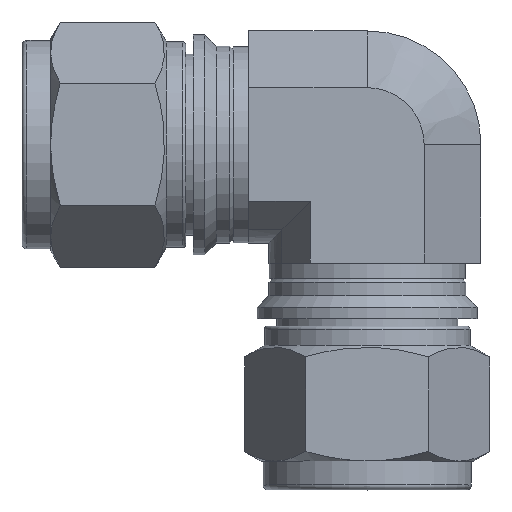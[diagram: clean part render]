
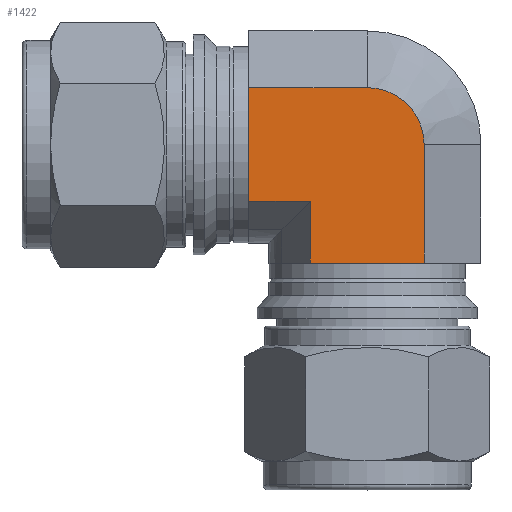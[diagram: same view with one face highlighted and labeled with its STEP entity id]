
A CAD part, top view. The second image highlights one B-rep face of the part: STEP entity #1422.
In plain terms, the highlighted planar face has unit normal (0, 0, 1).
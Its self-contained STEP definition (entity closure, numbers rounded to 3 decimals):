
#156=CIRCLE('',#1608,5.947);
#244=FACE_OUTER_BOUND('',#351,.T.);
#351=EDGE_LOOP('',(#1259,#1260,#1261,#1262,#1263,#1264,#1265));
#426=LINE('',#2485,#514);
#428=LINE('',#2490,#516);
#430=LINE('',#2493,#518);
#436=LINE('',#2507,#524);
#438=LINE('',#2513,#526);
#439=LINE('',#2514,#527);
#514=VECTOR('',#1990,10.);
#516=VECTOR('',#1994,10.);
#518=VECTOR('',#1998,10.);
#524=VECTOR('',#2012,10.);
#526=VECTOR('',#2018,10.);
#527=VECTOR('',#2019,10.);
#683=VERTEX_POINT('',#2481);
#684=VERTEX_POINT('',#2483);
#685=VERTEX_POINT('',#2487);
#686=VERTEX_POINT('',#2489);
#690=VERTEX_POINT('',#2506);
#691=VERTEX_POINT('',#2510);
#692=VERTEX_POINT('',#2512);
#872=EDGE_CURVE('',#683,#684,#426,.T.);
#874=EDGE_CURVE('',#685,#686,#428,.T.);
#876=EDGE_CURVE('',#686,#684,#430,.T.);
#883=EDGE_CURVE('',#683,#690,#436,.T.);
#885=EDGE_CURVE('',#691,#685,#156,.T.);
#886=EDGE_CURVE('',#691,#692,#438,.T.);
#887=EDGE_CURVE('',#690,#692,#439,.T.);
#1259=ORIENTED_EDGE('',*,*,#872,.T.);
#1260=ORIENTED_EDGE('',*,*,#876,.F.);
#1261=ORIENTED_EDGE('',*,*,#874,.F.);
#1262=ORIENTED_EDGE('',*,*,#885,.F.);
#1263=ORIENTED_EDGE('',*,*,#886,.T.);
#1264=ORIENTED_EDGE('',*,*,#887,.F.);
#1265=ORIENTED_EDGE('',*,*,#883,.F.);
#1332=PLANE('',#1607);
#1422=ADVANCED_FACE('',(#244),#1332,.T.);
#1607=AXIS2_PLACEMENT_3D('',#2509,#2014,#2015);
#1608=AXIS2_PLACEMENT_3D('',#2511,#2016,#2017);
#1990=DIRECTION('',(0.,-1.,0.));
#1994=DIRECTION('',(0.,-1.,0.));
#1998=DIRECTION('',(-1.,0.,0.));
#2012=DIRECTION('',(-1.,0.,0.));
#2014=DIRECTION('center_axis',(0.,0.,1.));
#2015=DIRECTION('ref_axis',(0.,1.,0.));
#2016=DIRECTION('center_axis',(0.,0.,-1.));
#2017=DIRECTION('ref_axis',(0.,1.,0.));
#2018=DIRECTION('',(-1.,0.,0.));
#2019=DIRECTION('',(0.,1.,0.));
#2481=CARTESIAN_POINT('',(-5.947,-5.947,10.3));
#2483=CARTESIAN_POINT('',(-5.947,-12.4,10.3));
#2485=CARTESIAN_POINT('',(-5.947,0.,10.3));
#2487=CARTESIAN_POINT('',(5.947,0.,10.3));
#2489=CARTESIAN_POINT('',(5.947,-12.4,10.3));
#2490=CARTESIAN_POINT('',(5.947,0.,10.3));
#2493=CARTESIAN_POINT('',(5.947,-12.4,10.3));
#2506=CARTESIAN_POINT('',(-12.4,-5.947,10.3));
#2507=CARTESIAN_POINT('',(0.,-5.947,10.3));
#2509=CARTESIAN_POINT('Origin',(0.,-5.947,
10.3));
#2510=CARTESIAN_POINT('',(0.,5.947,10.3));
#2511=CARTESIAN_POINT('Origin',(0.,0.,
10.3));
#2512=CARTESIAN_POINT('',(-12.4,5.947,10.3));
#2513=CARTESIAN_POINT('',(0.,5.947,10.3));
#2514=CARTESIAN_POINT('',(-12.4,-5.947,10.3));
